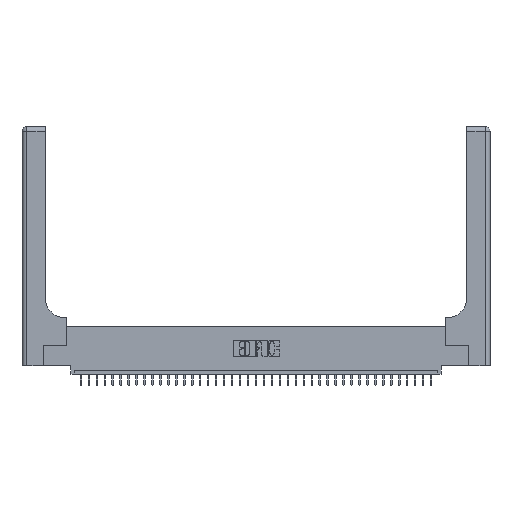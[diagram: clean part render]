
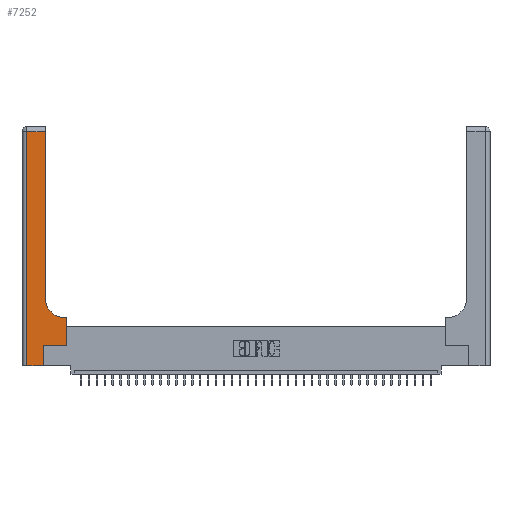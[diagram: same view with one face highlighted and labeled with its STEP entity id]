
A CAD part, top view. The second image highlights one B-rep face of the part: STEP entity #7252.
In plain terms, the highlighted planar face has unit normal (0, 0, 1).
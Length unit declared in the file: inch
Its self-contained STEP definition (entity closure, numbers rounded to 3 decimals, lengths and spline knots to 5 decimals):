
#691 = LINE ( 'NONE', #1089, #29160 ) ;
#970 = ORIENTED_EDGE ( 'NONE', *, *, #10112, .T. ) ;
#1089 = CARTESIAN_POINT ( 'NONE',  ( 0.2915, 0.6, 0.37 ) ) ;
#1561 = CARTESIAN_POINT ( 'NONE',  ( 0.2915, 0.85, 0.37 ) ) ;
#2066 = DIRECTION ( 'NONE',  ( 1., 0., 0. ) ) ;
#2135 = LINE ( 'NONE', #37940, #28996 ) ;
#2351 = VECTOR ( 'NONE', #18915, 39.37008 ) ;
#2556 = EDGE_LOOP ( 'NONE', ( #4844, #3472, #23420, #970, #4970, #8362, #31555, #30607, #14118 ) ) ;
#3472 = ORIENTED_EDGE ( 'NONE', *, *, #27084, .T. ) ;
#3928 = VERTEX_POINT ( 'NONE', #24931 ) ;
#4838 = VECTOR ( 'NONE', #20231, 39.37008 ) ;
#4844 = ORIENTED_EDGE ( 'NONE', *, *, #21543, .T. ) ;
#4970 = ORIENTED_EDGE ( 'NONE', *, *, #27617, .T. ) ;
#5208 = LINE ( 'NONE', #17175, #34172 ) ;
#5513 = LINE ( 'NONE', #8281, #4838 ) ;
#6547 = AXIS2_PLACEMENT_3D ( 'NONE', #19164, #33766, #7617 ) ;
#6788 = CARTESIAN_POINT ( 'NONE',  ( 0.5585, 0.6, 0.37 ) ) ;
#7252 = ADVANCED_FACE ( 'NONE', ( #22528 ), #34567, .F. ) ;
#7617 = DIRECTION ( 'NONE',  ( -1., 0., 0. ) ) ;
#7725 = DIRECTION ( 'NONE',  ( 0., 1., 0. ) ) ;
#7830 = AXIS2_PLACEMENT_3D ( 'NONE', #8381, #14665, #32941 ) ;
#8281 = CARTESIAN_POINT ( 'NONE',  ( 0., 2.94, 0.37 ) ) ;
#8362 = ORIENTED_EDGE ( 'NONE', *, *, #38098, .T. ) ;
#8381 = CARTESIAN_POINT ( 'NONE',  ( 0.5415, 0.85, 0.37 ) ) ;
#10112 = EDGE_CURVE ( 'NONE', #32342, #34167, #10807, .T. ) ;
#10126 = EDGE_CURVE ( 'NONE', #24909, #32342, #2135, .T. ) ;
#10807 = LINE ( 'NONE', #20212, #23943 ) ;
#11366 = VECTOR ( 'NONE', #7725, 39.37008 ) ;
#11788 = EDGE_CURVE ( 'NONE', #3928, #16625, #5208, .T. ) ;
#14118 = ORIENTED_EDGE ( 'NONE', *, *, #23566, .T. ) ;
#14665 = DIRECTION ( 'NONE',  ( 0., 0., -1. ) ) ;
#15599 = CARTESIAN_POINT ( 'NONE',  ( 0.269, 0., 0.37 ) ) ;
#16123 = CARTESIAN_POINT ( 'NONE',  ( 0.06, 0., 0.37 ) ) ;
#16625 = VERTEX_POINT ( 'NONE', #6788 ) ;
#17175 = CARTESIAN_POINT ( 'NONE',  ( 0.5585, 0.25, 0.37 ) ) ;
#18283 = VERTEX_POINT ( 'NONE', #18325 ) ;
#18325 = CARTESIAN_POINT ( 'NONE',  ( 0.2915, 2.94, 0.37 ) ) ;
#18915 = DIRECTION ( 'NONE',  ( 0., 1., 0. ) ) ;
#19164 = CARTESIAN_POINT ( 'NONE',  ( 0., 3., 0.37 ) ) ;
#19427 = DIRECTION ( 'NONE',  ( 0., -1., 0. ) ) ;
#19548 = DIRECTION ( 'NONE',  ( -1., 0., 0. ) ) ;
#19858 = CARTESIAN_POINT ( 'NONE',  ( 0.2915, 3., 0.37 ) ) ;
#19945 = LINE ( 'NONE', #31982, #34913 ) ;
#20212 = CARTESIAN_POINT ( 'NONE',  ( 0., 0., 0.37 ) ) ;
#20231 = DIRECTION ( 'NONE',  ( -1., 0., 0. ) ) ;
#20508 = DIRECTION ( 'NONE',  ( 0., 1., 0. ) ) ;
#21543 = EDGE_CURVE ( 'NONE', #35750, #18283, #25960, .T. ) ;
#22528 = FACE_OUTER_BOUND ( 'NONE', #2556, .T. ) ;
#23420 = ORIENTED_EDGE ( 'NONE', *, *, #10126, .T. ) ;
#23566 = EDGE_CURVE ( 'NONE', #36324, #35750, #32942, .T. ) ;
#23943 = VECTOR ( 'NONE', #32247, 39.37008 ) ;
#24909 = VERTEX_POINT ( 'NONE', #37061 ) ;
#24931 = CARTESIAN_POINT ( 'NONE',  ( 0.5585, 0.25, 0.37 ) ) ;
#25960 = LINE ( 'NONE', #19858, #11366 ) ;
#26167 = CARTESIAN_POINT ( 'NONE',  ( 0.269, 0., 0.37 ) ) ;
#27084 = EDGE_CURVE ( 'NONE', #18283, #24909, #5513, .T. ) ;
#27584 = LINE ( 'NONE', #15599, #2351 ) ;
#27617 = EDGE_CURVE ( 'NONE', #34167, #28266, #27584, .T. ) ;
#28266 = VERTEX_POINT ( 'NONE', #35637 ) ;
#28996 = VECTOR ( 'NONE', #19427, 39.37008 ) ;
#29160 = VECTOR ( 'NONE', #19548, 39.37008 ) ;
#30607 = ORIENTED_EDGE ( 'NONE', *, *, #36563, .T. ) ;
#31555 = ORIENTED_EDGE ( 'NONE', *, *, #11788, .T. ) ;
#31982 = CARTESIAN_POINT ( 'NONE',  ( 0.269, 0.25, 0.37 ) ) ;
#32247 = DIRECTION ( 'NONE',  ( 1., 0., 0. ) ) ;
#32342 = VERTEX_POINT ( 'NONE', #16123 ) ;
#32941 = DIRECTION ( 'NONE',  ( 1., 0., 0. ) ) ;
#32942 = CIRCLE ( 'NONE', #7830, 0.25 ) ;
#33766 = DIRECTION ( 'NONE',  ( 0., 0., -1. ) ) ;
#34167 = VERTEX_POINT ( 'NONE', #26167 ) ;
#34172 = VECTOR ( 'NONE', #20508, 39.37008 ) ;
#34567 = PLANE ( 'NONE',  #6547 ) ;
#34913 = VECTOR ( 'NONE', #2066, 39.37008 ) ;
#35637 = CARTESIAN_POINT ( 'NONE',  ( 0.269, 0.25, 0.37 ) ) ;
#35750 = VERTEX_POINT ( 'NONE', #1561 ) ;
#36324 = VERTEX_POINT ( 'NONE', #38289 ) ;
#36563 = EDGE_CURVE ( 'NONE', #16625, #36324, #691, .T. ) ;
#37061 = CARTESIAN_POINT ( 'NONE',  ( 0.06, 2.94, 0.37 ) ) ;
#37940 = CARTESIAN_POINT ( 'NONE',  ( 0.06, 3., 0.37 ) ) ;
#38098 = EDGE_CURVE ( 'NONE', #28266, #3928, #19945, .T. ) ;
#38289 = CARTESIAN_POINT ( 'NONE',  ( 0.5415, 0.6, 0.37 ) ) ;
